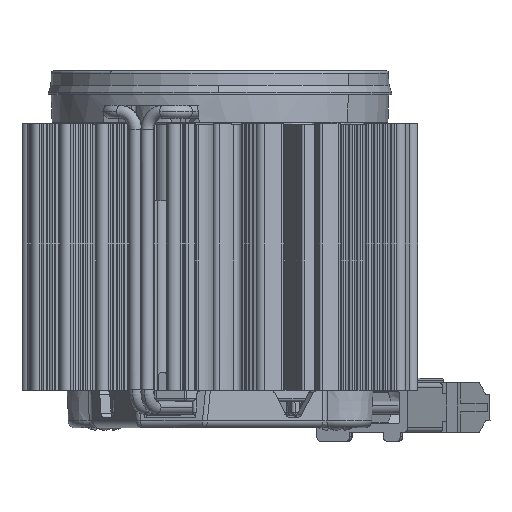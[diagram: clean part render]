
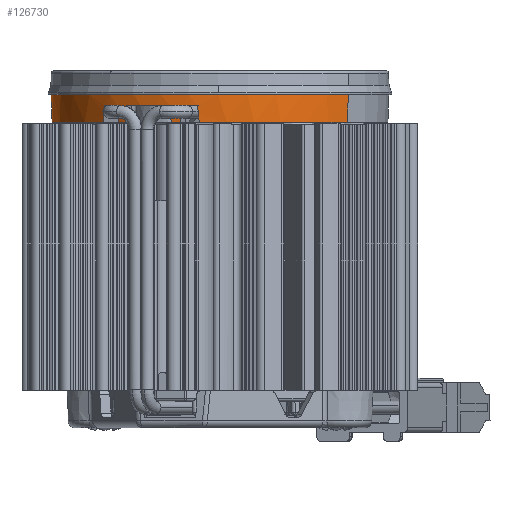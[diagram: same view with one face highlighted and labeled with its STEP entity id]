
A CAD part, front view. The second image highlights one B-rep face of the part: STEP entity #126730.
In plain terms, the highlighted conical face has half-angle 2 degrees and reference radius 1 mm.
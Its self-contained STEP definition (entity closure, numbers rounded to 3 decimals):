
#13930=CARTESIAN_POINT('',(-15.739,0.1,
10.422));
#13940=VERTEX_POINT('',#13930);
#13970=CARTESIAN_POINT('',(0.,0.1,
0.));
#13980=DIRECTION('',(0.,-1.,0.));
#13990=DIRECTION('',(-0.998,0.,
-0.059));
#14000=AXIS2_PLACEMENT_3D('',#13970,#13980,#13990);
#14010=CIRCLE('',#14000,18.877);
#14020=CARTESIAN_POINT('',(0.,0.1,
18.877));
#14030=VERTEX_POINT('',#14020);
#14040=EDGE_CURVE('',#14030,#13940,#14010,.T.);
#14060=CARTESIAN_POINT('',(0.,0.1,
-18.877));
#14070=VERTEX_POINT('',#14060);
#14100=CARTESIAN_POINT('',(-18.844,0.1,
-1.119));
#14110=VERTEX_POINT('',#14100);
#14120=EDGE_CURVE('',#14110,#14070,#14010,.T.);
#21900=CARTESIAN_POINT('',(-18.844,0.1,
1.109));
#21910=VERTEX_POINT('',#21900);
#21940=CARTESIAN_POINT('',(0.,0.1,
0.));
#21950=DIRECTION('',(0.,-1.,0.));
#21960=DIRECTION('',(-0.994,0.,0.112));
#21970=AXIS2_PLACEMENT_3D('',#21940,#21950,#21960);
#21980=CIRCLE('',#21970,18.877);
#21990=CARTESIAN_POINT('',(-18.757,0.1,
2.122));
#22000=VERTEX_POINT('',#21990);
#22010=EDGE_CURVE('',#22000,#21910,#21980,.T.);
#22520=CARTESIAN_POINT('',(-17.282,0.1,
7.594));
#22530=VERTEX_POINT('',#22520);
#22560=CARTESIAN_POINT('',(0.,0.1,
0.));
#22570=DIRECTION('',(0.,-1.,0.));
#22580=DIRECTION('',(-0.893,0.,0.451));
#22590=AXIS2_PLACEMENT_3D('',#22560,#22570,#22580);
#22600=CIRCLE('',#22590,18.877);
#22610=CARTESIAN_POINT('',(-16.848,0.1,
8.513));
#22620=VERTEX_POINT('',#22610);
#22630=EDGE_CURVE('',#22620,#22530,#22600,.T.);
#120660=CARTESIAN_POINT('',(2.144,50.418,
7.952));
#120670=DIRECTION('',(-0.259,0.087,
-0.962));
#120680=DIRECTION('',(-0.023,-0.996,
-0.084));
#120690=AXIS2_PLACEMENT_3D('',#120660,#120670,#120680);
#120700=ELLIPSE('',#120690,236.749,18.919);
#120710=CARTESIAN_POINT('',(-16.837,2.,
8.682));
#120720=VERTEX_POINT('',#120710);
#120730=EDGE_CURVE('',#22620,#120720,#120700,.T.);
#125230=CARTESIAN_POINT('',(0.,3.194,
0.));
#125240=DIRECTION('',(0.,-1.,0.));
#125250=DIRECTION('',(0.,0.,-1.));
#125260=AXIS2_PLACEMENT_3D('',#125230,#125240,#125250);
#125270=CIRCLE('',#125260,18.985);
#125280=CARTESIAN_POINT('',(0.,3.194,
18.985));
#125290=VERTEX_POINT('',#125280);
#125320=CARTESIAN_POINT('',(-14.543,3.194,
12.203));
#125330=VERTEX_POINT('',#125320);
#125340=EDGE_CURVE('',#125290,#125330,#125270,.T.);
#125780=CARTESIAN_POINT('',(0.,-511.827,
0.));
#125790=DIRECTION('',(0.,1.,0.));
#125800=DIRECTION('',(0.,0.,-1.));
#125810=AXIS2_PLACEMENT_3D('',#125780,#125790,#125800);
#125820=CONICAL_SURFACE('',#125810,1.,0.035);
#125830=CARTESIAN_POINT('',(-2.627,183.66,
-9.745));
#125840=DIRECTION('',(0.259,0.087,
0.962));
#125850=DIRECTION('',(0.023,-0.996,
0.084));
#125860=AXIS2_PLACEMENT_3D('',#125830,#125840,#125850);
#125870=ELLIPSE('',#125860,290.135,23.185);
#125880=CARTESIAN_POINT('',(-15.902,2.,
10.294));
#125890=VERTEX_POINT('',#125880);
#125900=EDGE_CURVE('',#125890,#13940,#125870,.T.);
#125910=ORIENTED_EDGE('',*,*,#125900,.T.);
#125920=CARTESIAN_POINT('',(0.,2.,
0.));
#125930=DIRECTION('',(0.,-1.,0.));
#125940=DIRECTION('',(-0.839,0.,0.543));
#125950=AXIS2_PLACEMENT_3D('',#125920,#125930,#125940);
#125960=CIRCLE('',#125950,18.943);
#125970=EDGE_CURVE('',#125890,#120720,#125960,.T.);
#125980=ORIENTED_EDGE('',*,*,#125970,.F.);
#125990=ORIENTED_EDGE('',*,*,#120730,.T.);
#126000=ORIENTED_EDGE('',*,*,#22630,.F.);
#126010=CARTESIAN_POINT('',(-2.473,141.071,
-9.172));
#126020=DIRECTION('',(-0.259,-0.087,
-0.962));
#126030=DIRECTION('',(0.023,-0.996,
0.084));
#126040=AXIS2_PLACEMENT_3D('',#126010,#126020,#126030);
#126050=ELLIPSE('',#126040,273.071,21.822);
#126060=CARTESIAN_POINT('',(-17.414,2.,
7.457));
#126070=VERTEX_POINT('',#126060);
#126080=EDGE_CURVE('',#22530,#126070,#126050,.T.);
#126090=ORIENTED_EDGE('',*,*,#126080,.F.);
#126100=CARTESIAN_POINT('',(0.,2.,
0.));
#126110=DIRECTION('',(0.,-1.,0.));
#126120=DIRECTION('',(-0.919,0.,
0.394));
#126130=AXIS2_PLACEMENT_3D('',#126100,#126110,#126120);
#126140=CIRCLE('',#126130,18.943);
#126150=CARTESIAN_POINT('',(-18.802,2.,
2.306));
#126160=VERTEX_POINT('',#126150);
#126170=EDGE_CURVE('',#126070,#126160,#126140,.T.);
#126180=ORIENTED_EDGE('',*,*,#126170,.F.);
#126190=CARTESIAN_POINT('',(2.473,141.071,
9.172));
#126200=DIRECTION('',(0.259,-0.087,
0.962));
#126210=DIRECTION('',(-0.023,-0.996,
-0.084));
#126220=AXIS2_PLACEMENT_3D('',#126190,#126200,#126210);
#126230=ELLIPSE('',#126220,273.071,21.822);
#126240=EDGE_CURVE('',#126160,#22000,#126230,.T.);
#126250=ORIENTED_EDGE('',*,*,#126240,.F.);
#126260=ORIENTED_EDGE('',*,*,#22010,.F.);
#126270=CARTESIAN_POINT('',(-2.144,50.418,
-7.952));
#126280=DIRECTION('',(0.259,0.087,
0.962));
#126290=DIRECTION('',(0.023,-0.996,
0.084));
#126300=AXIS2_PLACEMENT_3D('',#126270,#126280,#126290);
#126310=ELLIPSE('',#126300,236.749,18.919);
#126320=CARTESIAN_POINT('',(-18.919,2.,
0.957));
#126330=VERTEX_POINT('',#126320);
#126340=EDGE_CURVE('',#126330,#21910,#126310,.T.);
#126350=ORIENTED_EDGE('',*,*,#126340,.T.);
#126360=CARTESIAN_POINT('',(0.,2.,
0.));
#126370=DIRECTION('',(0.,-1.,0.));
#126380=DIRECTION('',(-0.999,0.,
0.051));
#126390=AXIS2_PLACEMENT_3D('',#126360,#126370,#126380);
#126400=CIRCLE('',#126390,18.943);
#126410=CARTESIAN_POINT('',(-18.921,2.,
-0.926));
#126420=VERTEX_POINT('',#126410);
#126430=EDGE_CURVE('',#126330,#126420,#126400,.T.);
#126440=ORIENTED_EDGE('',*,*,#126430,.F.);
#126450=CARTESIAN_POINT('',(2.628,183.921,
9.749));
#126460=DIRECTION('',(-0.259,0.087,
-0.962));
#126470=DIRECTION('',(-0.023,-0.996,
-0.084));
#126480=AXIS2_PLACEMENT_3D('',#126450,#126460,#126470);
#126490=ELLIPSE('',#126480,290.24,23.194);
#126500=EDGE_CURVE('',#14110,#126420,#126490,.T.);
#126510=ORIENTED_EDGE('',*,*,#126500,.T.);
#126520=ORIENTED_EDGE('',*,*,#14120,.F.);
#126530=CARTESIAN_POINT('',(0.,-511.827,
-1.));
#126540=DIRECTION('',(0.,0.999,
-0.035));
#126550=VECTOR('',#126540,28.654);
#126560=LINE('',#126530,#126550);
#126570=CARTESIAN_POINT('',(0.,3.194,
-18.985));
#126580=VERTEX_POINT('',#126570);
#126590=EDGE_CURVE('',#14070,#126580,#126560,.T.);
#126600=ORIENTED_EDGE('',*,*,#126590,.F.);
#126610=EDGE_CURVE('',#125330,#126580,#125270,.T.);
#126620=ORIENTED_EDGE('',*,*,#126610,.T.);
#126630=ORIENTED_EDGE('',*,*,#125340,.T.);
#126640=CARTESIAN_POINT('',(0.,-511.827,
1.));
#126650=DIRECTION('',(0.,0.999,
0.035));
#126660=VECTOR('',#126650,28.654);
#126670=LINE('',#126640,#126660);
#126680=EDGE_CURVE('',#14030,#125290,#126670,.T.);
#126690=ORIENTED_EDGE('',*,*,#126680,.T.);
#126700=ORIENTED_EDGE('',*,*,#14040,.F.);
#126710=EDGE_LOOP('',(#126700,#126690,#126630,#126620,#126600,#126520,
#126510,#126440,#126350,#126260,#126250,#126180,#126090,#126000,#125990,
#125980,#125910));
#126720=FACE_OUTER_BOUND('',#126710,.T.);
#126730=ADVANCED_FACE('',(#126720),#125820,.T.);
